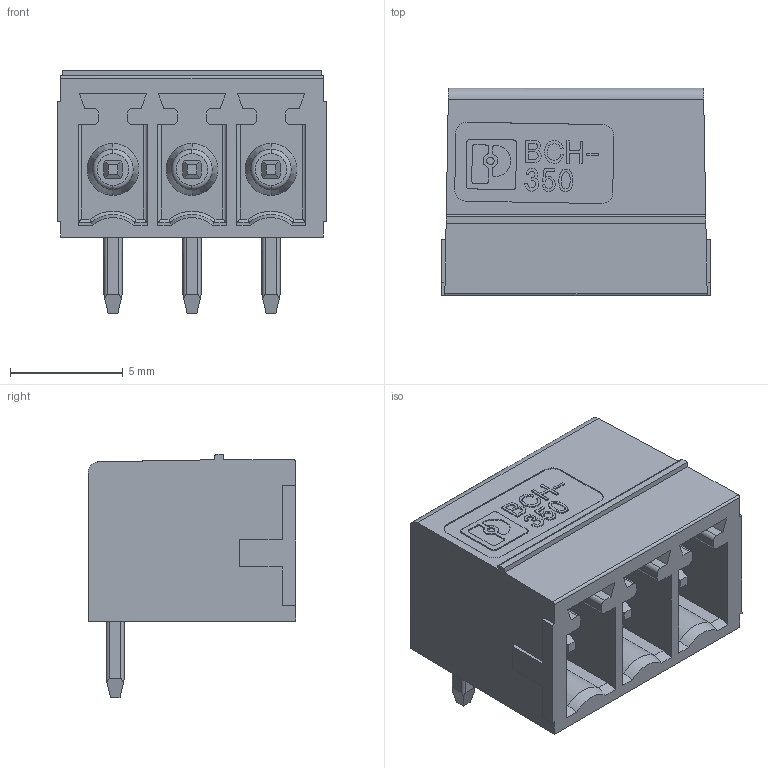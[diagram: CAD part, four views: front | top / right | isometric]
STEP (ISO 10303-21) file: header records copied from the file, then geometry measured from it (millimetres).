
FILE_DESCRIPTION(('Creo Elements/Direct Modeling STEP Export'),'2;1');
FILE_NAME('model.stp','2018-08-21T12:54:42',(''),(''),'Creo Elements/Direct Modeling STEP processor for AP214 (Solid Model)','Creo Elements/Direct Modeling 18.1I 14-Aug-2016 (C) Parametric Technology GmbH','');
FILE_SCHEMA(('AUTOMOTIVE_DESIGN { 1 0 10303 214 1 1 1 1 }'));
Length unit declared in the file: millimetre
Products named in the file (2): BCH_350H_7.2; BCH_350H_3_GY
Assembly tree (1 placements, depth 2):
  BCH_350H_3_GY
    BCH_350H_7.2
Bounding box: 11.9 x 9.2 x 10.8 mm (x, y, z)
Volume: 422.1 mm3; surface area: 1032 mm2
Topology: 1 solids, 1 shells, 587 faces, 1650 edges, 1092 vertices
Faces by surface type: plane 489, cylinder 80, cone 9, torus 9
Entity records: 23644 total; most frequent: CARTESIAN_POINT 3634, ORIENTED_EDGE 3300, DIRECTION 2978, EDGE_CURVE 1650, VECTOR 1434, LINE 1434, VERTEX_POINT 1092, AXIS2_PLACEMENT_3D 772
